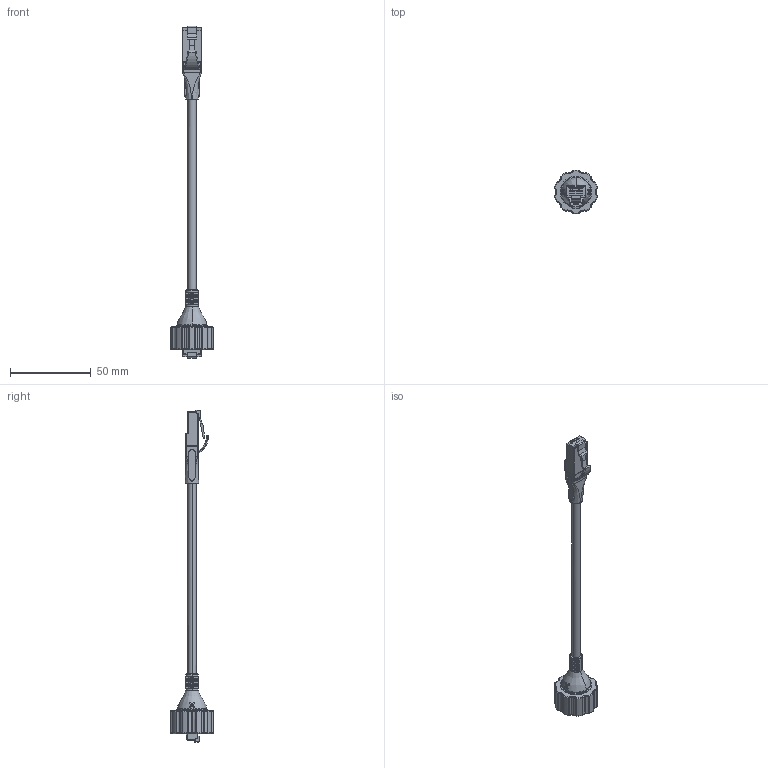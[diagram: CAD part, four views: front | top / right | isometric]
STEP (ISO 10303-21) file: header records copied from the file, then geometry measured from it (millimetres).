
FILE_DESCRIPTION (( 'STEP AP214' ), '1' );
FILE_NAME ('+JSCAU002 R02.STEP', '2019-09-26T08:19:27', ( '' ), ( '' ), 'SwSTEP 2.0', 'SolidWorks 2018', '' );
FILE_SCHEMA (( 'AUTOMOTIVE_DESIGN' ));
Length unit declared in the file: millimetre
Products named in the file (1): +JSCAU002 R02
Bounding box: 26.64 x 27.08 x 205.51 mm (x, y, z)
Volume: 13011.1 mm3; surface area: 11762.8 mm2
Topology: 1 solids, 1 shells, 1226 faces, 3359 edges, 2096 vertices
Faces by surface type: plane 542, cylinder 328, bspline 167, cone 143, torus 38, sphere 8
Entity records: 62076 total; most frequent: CARTESIAN_POINT 19165, ORIENTED_EDGE 6604, DIRECTION 5483, EDGE_CURVE 3302, VERTEX_POINT 2096, LINE 1877, VECTOR 1877, AXIS2_PLACEMENT_3D 1803
